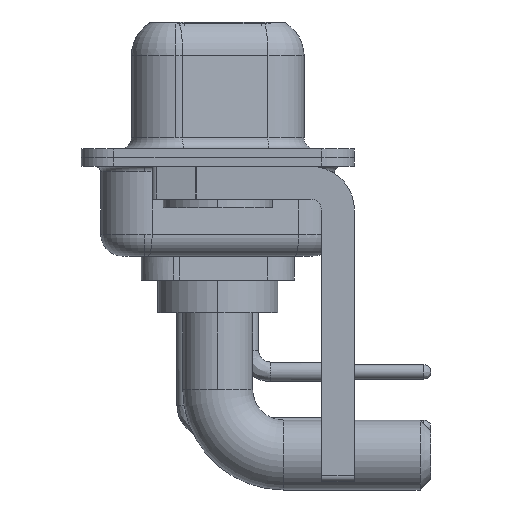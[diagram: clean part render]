
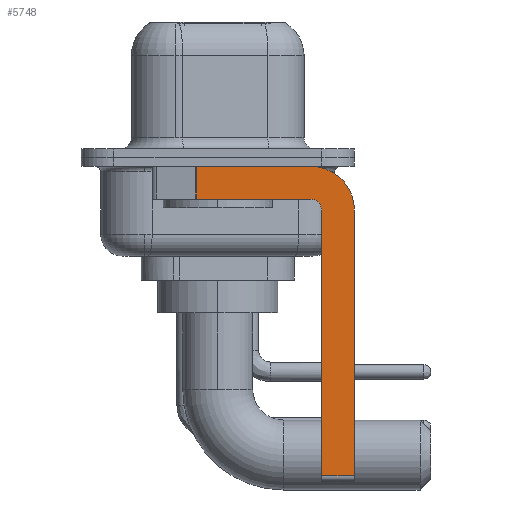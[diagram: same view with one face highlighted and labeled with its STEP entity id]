
A CAD part, left-side view. The second image highlights one B-rep face of the part: STEP entity #5748.
In plain terms, the highlighted planar face has unit normal (-1, 0, 0).
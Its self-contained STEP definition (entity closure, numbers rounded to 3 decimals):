
#52 = VERTEX_POINT ( 'NONE', #4159 ) ;
#825 = ORIENTED_EDGE ( 'NONE', *, *, #6308, .F. ) ;
#924 = CARTESIAN_POINT ( 'NONE',  ( -2.9, -6.25, -2.4 ) ) ;
#1339 = VECTOR ( 'NONE', #13879, 1000. ) ;
#2201 = VERTEX_POINT ( 'NONE', #13969 ) ;
#2317 = CARTESIAN_POINT ( 'NONE',  ( -2.9, -4.75, -14.55 ) ) ;
#2612 = LINE ( 'NONE', #924, #6742 ) ;
#2838 = CIRCLE ( 'NONE', #16531, 2. ) ;
#3449 = VECTOR ( 'NONE', #5997, 1000. ) ;
#3992 = EDGE_CURVE ( 'NONE', #2201, #52, #2612, .T. ) ;
#4159 = CARTESIAN_POINT ( 'NONE',  ( -2.9, -6.25, -14.55 ) ) ;
#4332 = LINE ( 'NONE', #9525, #1339 ) ;
#4825 = DIRECTION ( 'NONE',  ( 0., 0., 1. ) ) ;
#5325 = CARTESIAN_POINT ( 'NONE',  ( -2.9, -4.25, -2.4 ) ) ;
#5623 = EDGE_LOOP ( 'NONE', ( #13312, #10679, #8043, #16827, #825, #13016, #5859, #16672 ) ) ;
#5748 = ADVANCED_FACE ( 'NONE', ( #7368 ), #11483, .F. ) ;
#5859 = ORIENTED_EDGE ( 'NONE', *, *, #3992, .F. ) ;
#5997 = DIRECTION ( 'NONE',  ( 0., -1., 0. ) ) ;
#6253 = EDGE_CURVE ( 'NONE', #17217, #11219, #9034, .T. ) ;
#6286 = DIRECTION ( 'NONE',  ( 1., 0., 0. ) ) ;
#6308 = EDGE_CURVE ( 'NONE', #10232, #10869, #15971, .T. ) ;
#6742 = VECTOR ( 'NONE', #17340, 1000. ) ;
#6782 = EDGE_CURVE ( 'NONE', #8316, #11219, #4332, .T. ) ;
#7054 = CARTESIAN_POINT ( 'NONE',  ( -2.9, -4.25, -1.9 ) ) ;
#7368 = FACE_OUTER_BOUND ( 'NONE', #5623, .T. ) ;
#7869 = DIRECTION ( 'NONE',  ( 0., 0., -1. ) ) ;
#7919 = CARTESIAN_POINT ( 'NONE',  ( -2.9, -4.25, -2.4 ) ) ;
#8043 = ORIENTED_EDGE ( 'NONE', *, *, #6782, .F. ) ;
#8316 = VERTEX_POINT ( 'NONE', #7054 ) ;
#8858 = CARTESIAN_POINT ( 'NONE',  ( -2.9, 3., -0.4 ) ) ;
#9034 = LINE ( 'NONE', #11713, #15864 ) ;
#9055 = DIRECTION ( 'NONE',  ( 0., 0., -1. ) ) ;
#9276 = EDGE_CURVE ( 'NONE', #9940, #2201, #2838, .T. ) ;
#9460 = CARTESIAN_POINT ( 'NONE',  ( -2.9, -4.25, -14.55 ) ) ;
#9525 = CARTESIAN_POINT ( 'NONE',  ( -2.9, -4.25, -1.9 ) ) ;
#9526 = VECTOR ( 'NONE', #17662, 1000. ) ;
#9940 = VERTEX_POINT ( 'NONE', #15460 ) ;
#10220 = CARTESIAN_POINT ( 'NONE',  ( -2.9, -4.25, -2.4 ) ) ;
#10232 = VERTEX_POINT ( 'NONE', #2317 ) ;
#10332 = DIRECTION ( 'NONE',  ( 0., 0., 1. ) ) ;
#10679 = ORIENTED_EDGE ( 'NONE', *, *, #6253, .T. ) ;
#10779 = DIRECTION ( 'NONE',  ( 1., 0., 0. ) ) ;
#10869 = VERTEX_POINT ( 'NONE', #13067 ) ;
#11219 = VERTEX_POINT ( 'NONE', #11464 ) ;
#11464 = CARTESIAN_POINT ( 'NONE',  ( -2.9, 0.978, -1.9 ) ) ;
#11483 = PLANE ( 'NONE',  #13861 ) ;
#11713 = CARTESIAN_POINT ( 'NONE',  ( -2.9, 0.978, -1.9 ) ) ;
#11898 = VECTOR ( 'NONE', #4825, 1000. ) ;
#12801 = CARTESIAN_POINT ( 'NONE',  ( -2.9, 0.978, -0.4 ) ) ;
#12868 = LINE ( 'NONE', #8858, #3449 ) ;
#13016 = ORIENTED_EDGE ( 'NONE', *, *, #14103, .T. ) ;
#13067 = CARTESIAN_POINT ( 'NONE',  ( -2.9, -4.75, -2.4 ) ) ;
#13312 = ORIENTED_EDGE ( 'NONE', *, *, #16502, .F. ) ;
#13709 = DIRECTION ( 'NONE',  ( 0., 0., -1. ) ) ;
#13861 = AXIS2_PLACEMENT_3D ( 'NONE', #10220, #6286, #9055 ) ;
#13879 = DIRECTION ( 'NONE',  ( 0., 1., 0. ) ) ;
#13969 = CARTESIAN_POINT ( 'NONE',  ( -2.9, -6.25, -2.4 ) ) ;
#14103 = EDGE_CURVE ( 'NONE', #10232, #52, #14975, .T. ) ;
#14865 = CIRCLE ( 'NONE', #17138, 0.5 ) ;
#14975 = LINE ( 'NONE', #9460, #9526 ) ;
#15460 = CARTESIAN_POINT ( 'NONE',  ( -2.9, -4.25, -0.4 ) ) ;
#15844 = DIRECTION ( 'NONE',  ( -1., 0., 0. ) ) ;
#15864 = VECTOR ( 'NONE', #7869, 1000. ) ;
#15971 = LINE ( 'NONE', #17222, #11898 ) ;
#16502 = EDGE_CURVE ( 'NONE', #17217, #9940, #12868, .T. ) ;
#16531 = AXIS2_PLACEMENT_3D ( 'NONE', #5325, #10779, #13709 ) ;
#16672 = ORIENTED_EDGE ( 'NONE', *, *, #9276, .F. ) ;
#16827 = ORIENTED_EDGE ( 'NONE', *, *, #17003, .F. ) ;
#17003 = EDGE_CURVE ( 'NONE', #10869, #8316, #14865, .T. ) ;
#17138 = AXIS2_PLACEMENT_3D ( 'NONE', #7919, #15844, #10332 ) ;
#17217 = VERTEX_POINT ( 'NONE', #12801 ) ;
#17222 = CARTESIAN_POINT ( 'NONE',  ( -2.9, -4.75, -14.8 ) ) ;
#17340 = DIRECTION ( 'NONE',  ( 0., 0., -1. ) ) ;
#17662 = DIRECTION ( 'NONE',  ( 0., -1., 0. ) ) ;
